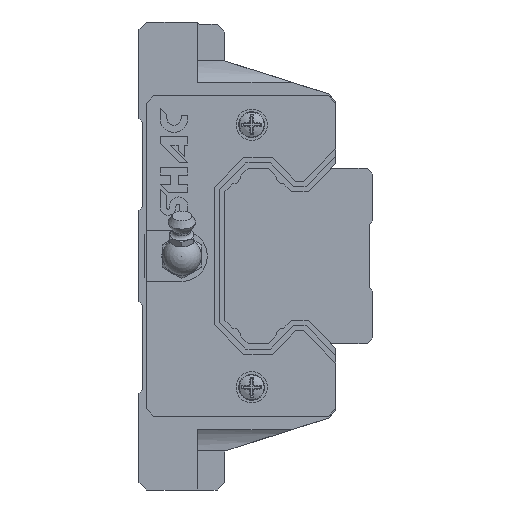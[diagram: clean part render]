
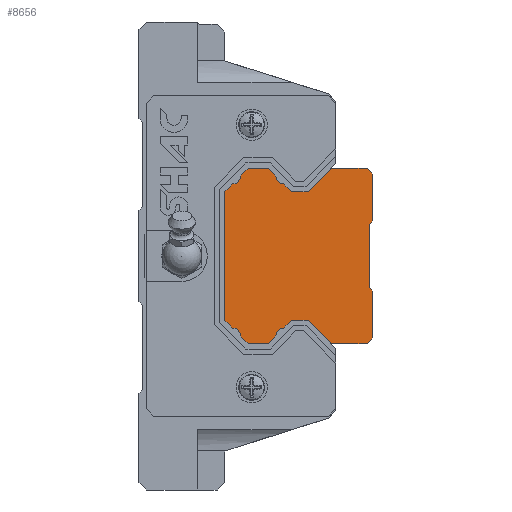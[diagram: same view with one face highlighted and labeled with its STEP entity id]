
A CAD part, left-side view. The second image highlights one B-rep face of the part: STEP entity #8656.
In plain terms, the highlighted planar face has unit normal (-1, 0, 0).
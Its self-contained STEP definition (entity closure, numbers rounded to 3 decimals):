
#228=CIRCLE('',#9237,1.962);
#229=CIRCLE('',#9238,1.962);
#230=CIRCLE('',#9239,1.962);
#231=CIRCLE('',#9240,1.962);
#450=ORIENTED_EDGE('',*,*,#2960,.T.);
#451=ORIENTED_EDGE('',*,*,#2929,.F.);
#452=ORIENTED_EDGE('',*,*,#2961,.F.);
#453=ORIENTED_EDGE('',*,*,#2962,.F.);
#454=ORIENTED_EDGE('',*,*,#2963,.F.);
#455=ORIENTED_EDGE('',*,*,#2964,.F.);
#456=ORIENTED_EDGE('',*,*,#2965,.F.);
#457=ORIENTED_EDGE('',*,*,#2966,.T.);
#458=ORIENTED_EDGE('',*,*,#2967,.F.);
#459=ORIENTED_EDGE('',*,*,#2968,.F.);
#460=ORIENTED_EDGE('',*,*,#2969,.F.);
#461=ORIENTED_EDGE('',*,*,#2970,.T.);
#462=ORIENTED_EDGE('',*,*,#2971,.F.);
#463=ORIENTED_EDGE('',*,*,#2972,.F.);
#464=ORIENTED_EDGE('',*,*,#2973,.F.);
#465=ORIENTED_EDGE('',*,*,#2974,.T.);
#466=ORIENTED_EDGE('',*,*,#2975,.F.);
#467=ORIENTED_EDGE('',*,*,#2976,.F.);
#468=ORIENTED_EDGE('',*,*,#2977,.F.);
#469=ORIENTED_EDGE('',*,*,#2978,.T.);
#470=ORIENTED_EDGE('',*,*,#2979,.F.);
#471=ORIENTED_EDGE('',*,*,#2980,.F.);
#472=ORIENTED_EDGE('',*,*,#2981,.F.);
#473=ORIENTED_EDGE('',*,*,#2982,.F.);
#474=ORIENTED_EDGE('',*,*,#2983,.F.);
#475=ORIENTED_EDGE('',*,*,#2931,.F.);
#476=ORIENTED_EDGE('',*,*,#2984,.T.);
#477=ORIENTED_EDGE('',*,*,#2985,.T.);
#2929=EDGE_CURVE('',#4185,#4183,#5035,.T.);
#2931=EDGE_CURVE('',#4187,#4188,#5037,.T.);
#2960=EDGE_CURVE('',#4214,#4183,#5062,.T.);
#2961=EDGE_CURVE('',#4215,#4185,#5063,.T.);
#2962=EDGE_CURVE('',#4216,#4215,#5064,.T.);
#2963=EDGE_CURVE('',#4217,#4216,#5065,.T.);
#2964=EDGE_CURVE('',#4218,#4217,#5066,.T.);
#2965=EDGE_CURVE('',#4219,#4218,#5067,.T.);
#2966=EDGE_CURVE('',#4219,#4220,#228,.T.);
#2967=EDGE_CURVE('',#4221,#4220,#5068,.T.);
#2968=EDGE_CURVE('',#4222,#4221,#5069,.T.);
#2969=EDGE_CURVE('',#4223,#4222,#5070,.T.);
#2970=EDGE_CURVE('',#4223,#4224,#229,.T.);
#2971=EDGE_CURVE('',#4225,#4224,#5071,.T.);
#2972=EDGE_CURVE('',#4226,#4225,#5072,.T.);
#2973=EDGE_CURVE('',#4227,#4226,#5073,.T.);
#2974=EDGE_CURVE('',#4227,#4228,#230,.T.);
#2975=EDGE_CURVE('',#4229,#4228,#5074,.T.);
#2976=EDGE_CURVE('',#4230,#4229,#5075,.T.);
#2977=EDGE_CURVE('',#4231,#4230,#5076,.T.);
#2978=EDGE_CURVE('',#4231,#4232,#231,.T.);
#2979=EDGE_CURVE('',#4233,#4232,#5077,.T.);
#2980=EDGE_CURVE('',#4234,#4233,#5078,.T.);
#2981=EDGE_CURVE('',#4235,#4234,#5079,.T.);
#2982=EDGE_CURVE('',#4236,#4235,#5080,.T.);
#2983=EDGE_CURVE('',#4188,#4236,#5081,.T.);
#2984=EDGE_CURVE('',#4187,#4237,#5082,.T.);
#2985=EDGE_CURVE('',#4237,#4214,#5083,.T.);
#4183=VERTEX_POINT('',#12386);
#4185=VERTEX_POINT('',#12390);
#4187=VERTEX_POINT('',#12395);
#4188=VERTEX_POINT('',#12397);
#4214=VERTEX_POINT('',#12454);
#4215=VERTEX_POINT('',#12456);
#4216=VERTEX_POINT('',#12458);
#4217=VERTEX_POINT('',#12460);
#4218=VERTEX_POINT('',#12462);
#4219=VERTEX_POINT('',#12464);
#4220=VERTEX_POINT('',#12466);
#4221=VERTEX_POINT('',#12468);
#4222=VERTEX_POINT('',#12470);
#4223=VERTEX_POINT('',#12472);
#4224=VERTEX_POINT('',#12474);
#4225=VERTEX_POINT('',#12476);
#4226=VERTEX_POINT('',#12478);
#4227=VERTEX_POINT('',#12480);
#4228=VERTEX_POINT('',#12482);
#4229=VERTEX_POINT('',#12484);
#4230=VERTEX_POINT('',#12486);
#4231=VERTEX_POINT('',#12488);
#4232=VERTEX_POINT('',#12490);
#4233=VERTEX_POINT('',#12492);
#4234=VERTEX_POINT('',#12494);
#4235=VERTEX_POINT('',#12496);
#4236=VERTEX_POINT('',#12498);
#4237=VERTEX_POINT('',#12501);
#5035=LINE('',#12391,#6059);
#5037=LINE('',#12396,#6061);
#5062=LINE('',#12453,#6086);
#5063=LINE('',#12455,#6087);
#5064=LINE('',#12457,#6088);
#5065=LINE('',#12459,#6089);
#5066=LINE('',#12461,#6090);
#5067=LINE('',#12463,#6091);
#5068=LINE('',#12467,#6092);
#5069=LINE('',#12469,#6093);
#5070=LINE('',#12471,#6094);
#5071=LINE('',#12475,#6095);
#5072=LINE('',#12477,#6096);
#5073=LINE('',#12479,#6097);
#5074=LINE('',#12483,#6098);
#5075=LINE('',#12485,#6099);
#5076=LINE('',#12487,#6100);
#5077=LINE('',#12491,#6101);
#5078=LINE('',#12493,#6102);
#5079=LINE('',#12495,#6103);
#5080=LINE('',#12497,#6104);
#5081=LINE('',#12499,#6105);
#5082=LINE('',#12500,#6106);
#5083=LINE('',#12502,#6107);
#6059=VECTOR('',#9945,1000.);
#6061=VECTOR('',#9949,1000.);
#6086=VECTOR('',#9986,1000.);
#6087=VECTOR('',#9987,1000.);
#6088=VECTOR('',#9988,1000.);
#6089=VECTOR('',#9989,1000.);
#6090=VECTOR('',#9990,1000.);
#6091=VECTOR('',#9991,1000.);
#6092=VECTOR('',#9994,1000.);
#6093=VECTOR('',#9995,1000.);
#6094=VECTOR('',#9996,1000.);
#6095=VECTOR('',#9999,1000.);
#6096=VECTOR('',#10000,1000.);
#6097=VECTOR('',#10001,1000.);
#6098=VECTOR('',#10004,1000.);
#6099=VECTOR('',#10005,1000.);
#6100=VECTOR('',#10006,1000.);
#6101=VECTOR('',#10009,1000.);
#6102=VECTOR('',#10010,1000.);
#6103=VECTOR('',#10011,1000.);
#6104=VECTOR('',#10012,1000.);
#6105=VECTOR('',#10013,1000.);
#6106=VECTOR('',#10014,1000.);
#6107=VECTOR('',#10015,1000.);
#7083=EDGE_LOOP('',(#450,#451,#452,#453,#454,#455,#456,#457,#458,#459,#460,
#461,#462,#463,#464,#465,#466,#467,#468,#469,#470,#471,#472,#473,#474,#475,
#476,#477));
#7673=FACE_BOUND('',#7083,.T.);
#8263=PLANE('',#9236);
#8656=ADVANCED_FACE('',(#7673),#8263,.F.);
#9236=AXIS2_PLACEMENT_3D('',#12452,#9984,#9985);
#9237=AXIS2_PLACEMENT_3D('',#12465,#9992,#9993);
#9238=AXIS2_PLACEMENT_3D('',#12473,#9997,#9998);
#9239=AXIS2_PLACEMENT_3D('',#12481,#10002,#10003);
#9240=AXIS2_PLACEMENT_3D('',#12489,#10007,#10008);
#9945=DIRECTION('',(0.,0.,-1.));
#9949=DIRECTION('',(0.,0.,-1.));
#9984=DIRECTION('',(1.,0.,0.));
#9985=DIRECTION('',(0.,0.,-1.));
#9986=DIRECTION('',(0.,-0.707,0.707));
#9987=DIRECTION('',(0.,-0.707,-0.707));
#9988=DIRECTION('',(0.,-1.,0.));
#9989=DIRECTION('',(0.,-0.707,0.707));
#9990=DIRECTION('',(0.,-1.,0.));
#9991=DIRECTION('',(0.,-0.707,-0.707));
#9992=DIRECTION('',(1.,0.,0.));
#9993=DIRECTION('',(0.,0.,-1.));
#9994=DIRECTION('',(0.,-0.707,-0.707));
#9995=DIRECTION('',(0.,-1.,0.));
#9996=DIRECTION('',(0.,-0.707,0.707));
#9997=DIRECTION('',(1.,0.,0.));
#9998=DIRECTION('',(0.,0.,-1.));
#9999=DIRECTION('',(0.,-0.707,0.707));
#10000=DIRECTION('',(0.,0.,1.));
#10001=DIRECTION('',(0.,0.707,0.707));
#10002=DIRECTION('',(1.,0.,0.));
#10003=DIRECTION('',(0.,0.,-1.));
#10004=DIRECTION('',(0.,0.707,0.707));
#10005=DIRECTION('',(0.,1.,0.));
#10006=DIRECTION('',(0.,0.707,-0.707));
#10007=DIRECTION('',(1.,0.,0.));
#10008=DIRECTION('',(0.,0.,-1.));
#10009=DIRECTION('',(0.,0.707,-0.707));
#10010=DIRECTION('',(0.,1.,0.));
#10011=DIRECTION('',(0.,0.707,0.707));
#10012=DIRECTION('',(0.,1.,0.));
#10013=DIRECTION('',(0.,0.707,-0.707));
#10014=DIRECTION('',(0.,0.707,0.707));
#10015=DIRECTION('',(0.,0.,1.));
#12386=CARTESIAN_POINT('',(-125.,0.,9.));
#12390=CARTESIAN_POINT('',(-125.,0.,21.));
#12391=CARTESIAN_POINT('',(-125.,0.,21.));
#12395=CARTESIAN_POINT('',(-125.,0.,-9.));
#12396=CARTESIAN_POINT('',(-125.,0.,21.));
#12397=CARTESIAN_POINT('',(-125.,0.,-21.));
#12452=CARTESIAN_POINT('',(-125.,22.929,20.471));
#12453=CARTESIAN_POINT('',(-125.,1.,8.));
#12454=CARTESIAN_POINT('',(-125.,1.,8.));
#12455=CARTESIAN_POINT('',(-125.,1.5,22.5));
#12456=CARTESIAN_POINT('',(-125.,1.5,22.5));
#12457=CARTESIAN_POINT('',(-125.,10.625,22.5));
#12458=CARTESIAN_POINT('',(-125.,10.625,22.5));
#12459=CARTESIAN_POINT('',(-125.,16.61,16.515));
#12460=CARTESIAN_POINT('',(-125.,16.61,16.515));
#12461=CARTESIAN_POINT('',(-125.,20.9,16.515));
#12462=CARTESIAN_POINT('',(-125.,20.9,16.515));
#12463=CARTESIAN_POINT('',(-125.,22.895,18.51));
#12464=CARTESIAN_POINT('',(-125.,22.895,18.51));
#12465=CARTESIAN_POINT('',(-125.,22.929,20.471));
#12466=CARTESIAN_POINT('',(-125.,24.89,20.505));
#12467=CARTESIAN_POINT('',(-125.,26.885,22.5));
#12468=CARTESIAN_POINT('',(-125.,26.885,22.5));
#12469=CARTESIAN_POINT('',(-125.,32.015,22.5));
#12470=CARTESIAN_POINT('',(-125.,32.015,22.5));
#12471=CARTESIAN_POINT('',(-125.,34.01,20.505));
#12472=CARTESIAN_POINT('',(-125.,34.01,20.505));
#12473=CARTESIAN_POINT('',(-125.,35.971,20.471));
#12474=CARTESIAN_POINT('',(-125.,36.005,18.51));
#12475=CARTESIAN_POINT('',(-125.,38.,16.515));
#12476=CARTESIAN_POINT('',(-125.,38.,16.515));
#12477=CARTESIAN_POINT('',(-125.,38.,-16.515));
#12478=CARTESIAN_POINT('',(-125.,38.,-16.515));
#12479=CARTESIAN_POINT('',(-125.,36.005,-18.51));
#12480=CARTESIAN_POINT('',(-125.,36.005,-18.51));
#12481=CARTESIAN_POINT('',(-125.,35.971,-20.471));
#12482=CARTESIAN_POINT('',(-125.,34.01,-20.505));
#12483=CARTESIAN_POINT('',(-125.,32.015,-22.5));
#12484=CARTESIAN_POINT('',(-125.,32.015,-22.5));
#12485=CARTESIAN_POINT('',(-125.,26.885,-22.5));
#12486=CARTESIAN_POINT('',(-125.,26.885,-22.5));
#12487=CARTESIAN_POINT('',(-125.,24.89,-20.505));
#12488=CARTESIAN_POINT('',(-125.,24.89,-20.505));
#12489=CARTESIAN_POINT('',(-125.,22.929,-20.471));
#12490=CARTESIAN_POINT('',(-125.,22.895,-18.51));
#12491=CARTESIAN_POINT('',(-125.,20.9,-16.515));
#12492=CARTESIAN_POINT('',(-125.,20.9,-16.515));
#12493=CARTESIAN_POINT('',(-125.,16.61,-16.515));
#12494=CARTESIAN_POINT('',(-125.,16.61,-16.515));
#12495=CARTESIAN_POINT('',(-125.,10.625,-22.5));
#12496=CARTESIAN_POINT('',(-125.,10.625,-22.5));
#12497=CARTESIAN_POINT('',(-125.,1.5,-22.5));
#12498=CARTESIAN_POINT('',(-125.,1.5,-22.5));
#12499=CARTESIAN_POINT('',(-125.,0.,-21.));
#12500=CARTESIAN_POINT('',(-125.,0.,-9.));
#12501=CARTESIAN_POINT('',(-125.,1.,-8.));
#12502=CARTESIAN_POINT('',(-125.,1.,-8.));
